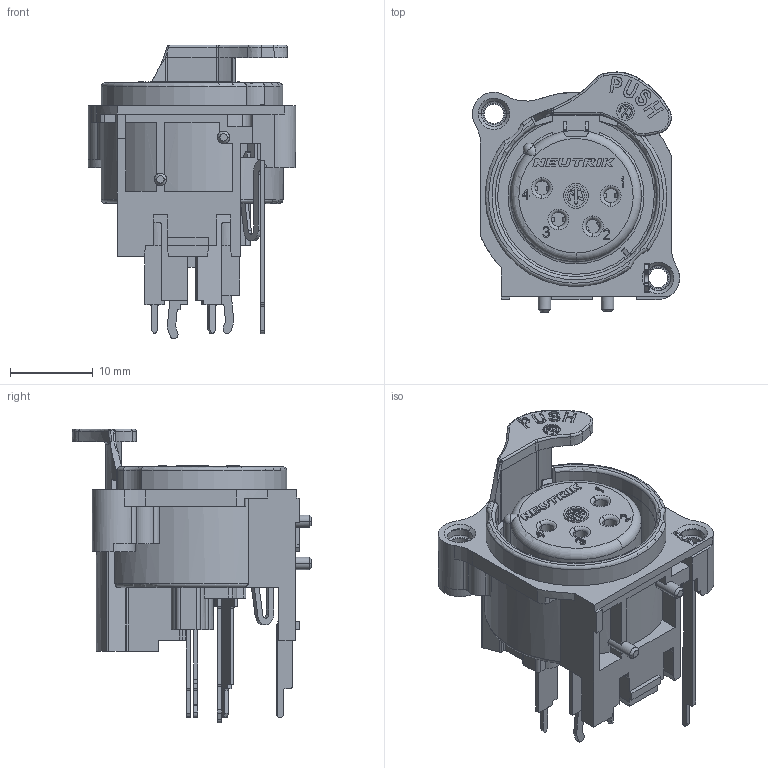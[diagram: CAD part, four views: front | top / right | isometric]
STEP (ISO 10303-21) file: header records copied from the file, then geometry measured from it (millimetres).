
FILE_DESCRIPTION((''),'2;1');
FILE_NAME('30010770','2023-07-05T11:47:38',('SYSTEM'),(''),'CREO PARAMETRIC BY PTC INC, 2021184','CREO PARAMETRIC BY PTC INC, 2021184','');
FILE_SCHEMA(('CONFIG_CONTROL_DESIGN'));
Length unit declared in the file: millimetre
Products named in the file (1): 30010770
Bounding box: 25 x 28.94 x 35.42 mm (x, y, z)
Volume: 5903.7 mm3; surface area: 6061.2 mm2
Topology: 1 solids, 3 shells, 1186 faces, 3334 edges, 2164 vertices
Faces by surface type: plane 733, cylinder 268, torus 59, extrusion 53, cone 44, bspline 24, sphere 5
Entity records: 39743 total; most frequent: CARTESIAN_POINT 9129, ORIENTED_EDGE 6666, DIRECTION 6022, EDGE_CURVE 3333, VECTOR 2252, LINE 2199, VERTEX_POINT 2164, AXIS2_PLACEMENT_3D 1885
